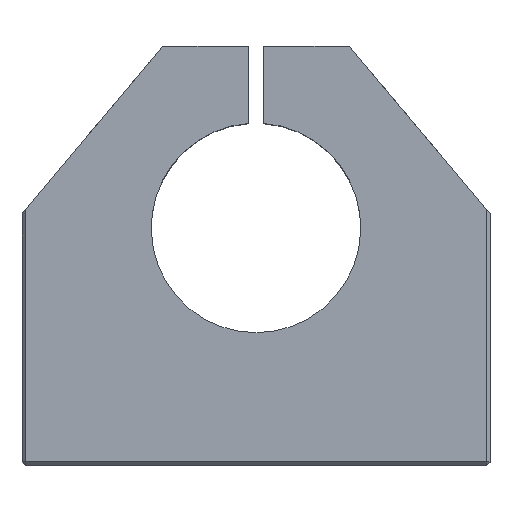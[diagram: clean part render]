
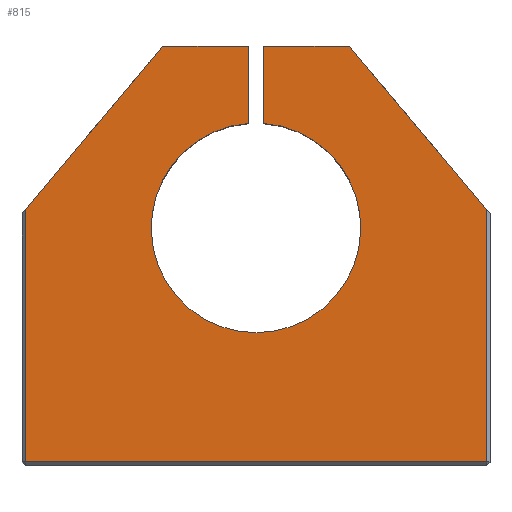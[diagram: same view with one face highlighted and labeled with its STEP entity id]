
A CAD part, top view. The second image highlights one B-rep face of the part: STEP entity #815.
In plain terms, the highlighted planar face has unit normal (0, 0, 1).
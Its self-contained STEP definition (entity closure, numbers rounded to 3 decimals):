
#66=CIRCLE('',#909,15.);
#109=FACE_OUTER_BOUND('',#166,.T.);
#166=EDGE_LOOP('',(#686,#687,#688,#689,#690,#691,#692,#693,#694,#695));
#202=LINE('',#1256,#282);
#212=LINE('',#1321,#292);
#232=LINE('',#1375,#312);
#236=LINE('',#1381,#316);
#243=LINE('',#1392,#323);
#247=LINE('',#1400,#327);
#248=LINE('',#1402,#328);
#249=LINE('',#1406,#329);
#250=LINE('',#1407,#330);
#282=VECTOR('',#984,10.);
#292=VECTOR('',#1034,10.);
#312=VECTOR('',#1086,10.);
#316=VECTOR('',#1094,10.);
#323=VECTOR('',#1109,10.);
#327=VECTOR('',#1119,10.);
#328=VECTOR('',#1120,10.);
#329=VECTOR('',#1123,10.);
#330=VECTOR('',#1124,10.);
#363=VERTEX_POINT('',#1253);
#364=VERTEX_POINT('',#1255);
#380=VERTEX_POINT('',#1318);
#381=VERTEX_POINT('',#1320);
#392=VERTEX_POINT('',#1354);
#398=VERTEX_POINT('',#1368);
#400=VERTEX_POINT('',#1399);
#401=VERTEX_POINT('',#1401);
#402=VERTEX_POINT('',#1403);
#403=VERTEX_POINT('',#1405);
#441=EDGE_CURVE('',#363,#364,#202,.T.);
#463=EDGE_CURVE('',#380,#381,#212,.T.);
#489=EDGE_CURVE('',#398,#380,#232,.T.);
#493=EDGE_CURVE('',#392,#398,#236,.T.);
#500=EDGE_CURVE('',#364,#392,#243,.T.);
#504=EDGE_CURVE('',#400,#363,#247,.T.);
#505=EDGE_CURVE('',#401,#400,#248,.T.);
#506=EDGE_CURVE('',#402,#401,#66,.T.);
#507=EDGE_CURVE('',#403,#402,#249,.T.);
#508=EDGE_CURVE('',#381,#403,#250,.T.);
#686=ORIENTED_EDGE('',*,*,#489,.F.);
#687=ORIENTED_EDGE('',*,*,#493,.F.);
#688=ORIENTED_EDGE('',*,*,#500,.F.);
#689=ORIENTED_EDGE('',*,*,#441,.F.);
#690=ORIENTED_EDGE('',*,*,#504,.F.);
#691=ORIENTED_EDGE('',*,*,#505,.F.);
#692=ORIENTED_EDGE('',*,*,#506,.F.);
#693=ORIENTED_EDGE('',*,*,#507,.F.);
#694=ORIENTED_EDGE('',*,*,#508,.F.);
#695=ORIENTED_EDGE('',*,*,#463,.F.);
#767=PLANE('',#908);
#815=ADVANCED_FACE('',(#109),#767,.T.);
#908=AXIS2_PLACEMENT_3D('',#1398,#1117,#1118);
#909=AXIS2_PLACEMENT_3D('',#1404,#1121,#1122);
#984=DIRECTION('',(0.643,-0.766,0.));
#1034=DIRECTION('',(0.643,0.766,0.));
#1086=DIRECTION('',(0.,1.,0.));
#1094=DIRECTION('',(-1.,0.,0.));
#1109=DIRECTION('',(0.,-1.,0.));
#1117=DIRECTION('center_axis',(0.,0.,1.));
#1118=DIRECTION('ref_axis',(1.,0.,0.));
#1119=DIRECTION('',(1.,0.,0.));
#1120=DIRECTION('',(0.,1.,0.));
#1121=DIRECTION('center_axis',(0.,0.,1.));
#1122=DIRECTION('ref_axis',(0.072,-0.997,0.));
#1123=DIRECTION('',(0.,-1.,0.));
#1124=DIRECTION('',(1.,0.,0.));
#1253=CARTESIAN_POINT('',(13.362,30.,15.));
#1255=CARTESIAN_POINT('',(33.,6.596,15.));
#1256=CARTESIAN_POINT('',(22.389,19.242,15.));
#1318=CARTESIAN_POINT('',(-33.,6.596,15.));
#1320=CARTESIAN_POINT('',(-13.362,30.,15.));
#1321=CARTESIAN_POINT('',(-22.389,19.242,15.));
#1354=CARTESIAN_POINT('',(33.,-29.5,15.));
#1368=CARTESIAN_POINT('',(-33.,-29.5,15.));
#1375=CARTESIAN_POINT('',(-33.,-13.714,15.));
#1381=CARTESIAN_POINT('',(16.75,-29.5,15.));
#1392=CARTESIAN_POINT('',(33.,16.286,15.));
#1398=CARTESIAN_POINT('Origin',(0.,2.571,15.));
#1399=CARTESIAN_POINT('',(1.075,30.,15.));
#1400=CARTESIAN_POINT('',(33.5,30.,15.));
#1401=CARTESIAN_POINT('',(1.075,18.961,15.));
#1402=CARTESIAN_POINT('',(1.075,30.,15.));
#1403=CARTESIAN_POINT('',(-1.075,18.961,15.));
#1404=CARTESIAN_POINT('Origin',(0.,4.,15.));
#1405=CARTESIAN_POINT('',(-1.075,30.,15.));
#1406=CARTESIAN_POINT('',(-1.075,18.961,15.));
#1407=CARTESIAN_POINT('',(-1.075,30.,15.));
